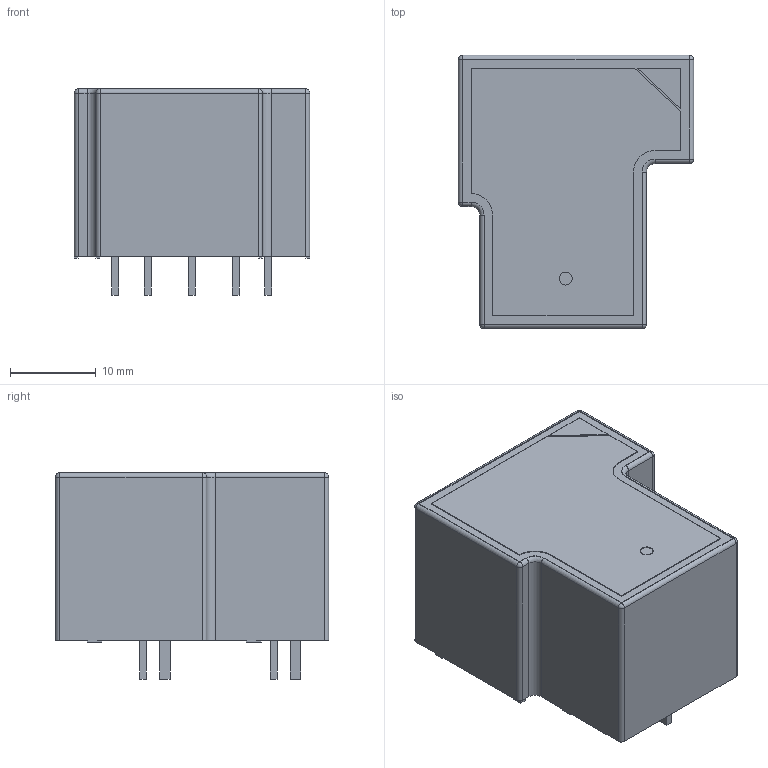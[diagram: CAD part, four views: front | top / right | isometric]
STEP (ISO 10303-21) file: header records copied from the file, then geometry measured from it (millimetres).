
FILE_DESCRIPTION (( 'STEP AP214' ), '1' );
FILE_NAME ('RELAY-TH_5P-L31.8-W27.4-P10.20.step', '2022-07-09T12:52:35', ( '' ), ( '' ), 'SwSTEP 2.0', 'SolidWorks 2020', '' );
FILE_SCHEMA (( 'AUTOMOTIVE_DESIGN' ));
Length unit declared in the file: millimetre
Products named in the file (1): RELAY-TH_5P-L31.8-W27.4-P10.20
Bounding box: 27.4 x 31.81 x 24 mm (x, y, z)
Volume: 14241.8 mm3; surface area: 3809.9 mm2
Topology: 1 solids, 1 shells, 386 faces, 1024 edges, 668 vertices
Faces by surface type: plane 244, bspline 112, cylinder 22, sphere 6, torus 2
Entity records: 16360 total; most frequent: CARTESIAN_POINT 4177, ORIENTED_EDGE 2036, DIRECTION 1384, EDGE_CURVE 1018, VECTOR 746, LINE 746, VERTEX_POINT 668, EDGE_LOOP 420
